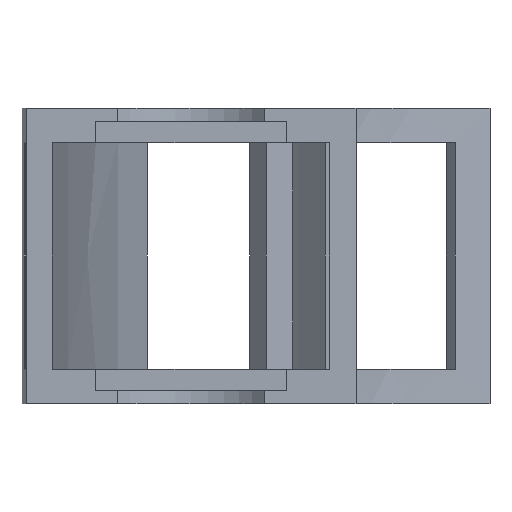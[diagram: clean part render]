
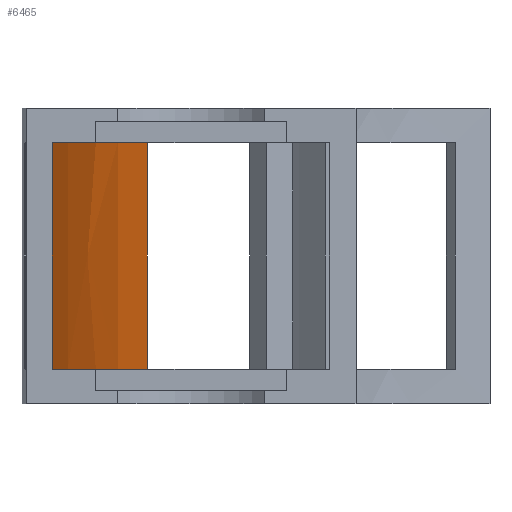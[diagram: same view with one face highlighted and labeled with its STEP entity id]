
A CAD part, left-side view. The second image highlights one B-rep face of the part: STEP entity #6465.
In plain terms, the highlighted face is a extrusion surface.
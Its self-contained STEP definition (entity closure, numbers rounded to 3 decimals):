
#1092 = PLANE('',#1093);
#1093 = AXIS2_PLACEMENT_3D('',#1094,#1095,#1096);
#1094 = CARTESIAN_POINT('',(184.035,10.584,5.25));
#1095 = DIRECTION('',(-0.682,0.731,0.));
#1096 = DIRECTION('',(0.,0.,1.));
#2456 = PLANE('',#2457);
#2457 = AXIS2_PLACEMENT_3D('',#2458,#2459,#2460);
#2458 = CARTESIAN_POINT('',(0.,-20.1,5.25));
#2459 = DIRECTION('',(0.,0.,1.));
#2460 = DIRECTION('',(1.,0.,0.));
#2493 = PLANE('',#2494);
#2494 = AXIS2_PLACEMENT_3D('',#2495,#2496,#2497);
#2495 = CARTESIAN_POINT('',(45.3,-27.6,5.25));
#2496 = DIRECTION('',(1.,0.,0.));
#2497 = DIRECTION('',(0.,0.,1.));
#2533 = PLANE('',#2534);
#2534 = AXIS2_PLACEMENT_3D('',#2535,#2536,#2537);
#2535 = CARTESIAN_POINT('',(0.,-20.1,39.75));
#2536 = DIRECTION('',(0.,0.,1.));
#2537 = DIRECTION('',(1.,0.,0.));
#4418 = VERTEX_POINT('',#4419);
#4419 = CARTESIAN_POINT('',(179.846,6.677,5.25));
#4439 = EDGE_CURVE('',#4440,#4418,#4442,.T.);
#4440 = VERTEX_POINT('',#4441);
#4441 = CARTESIAN_POINT('',(179.846,6.677,39.75));
#4442 = SURFACE_CURVE('',#4443,(#4449,#4458),.PCURVE_S1.);
#4443 = B_SPLINE_CURVE_WITH_KNOTS('',4,(#4444,#4445,#4446,#4447,#4448),
  .UNSPECIFIED.,.F.,.F.,(5,5),(0.,1.),.PIECEWISE_BEZIER_KNOTS.);
#4444 = CARTESIAN_POINT('',(179.846,6.677,39.75));
#4445 = CARTESIAN_POINT('',(179.846,6.677,31.125));
#4446 = CARTESIAN_POINT('',(179.846,6.677,22.5));
#4447 = CARTESIAN_POINT('',(179.846,6.677,13.875));
#4448 = CARTESIAN_POINT('',(179.846,6.677,5.25));
#4449 = PCURVE('',#1092,#4450);
#4450 = DEFINITIONAL_REPRESENTATION('',(#4451),#4457);
#4451 = B_SPLINE_CURVE_WITH_KNOTS('',4,(#4452,#4453,#4454,#4455,#4456),
  .UNSPECIFIED.,.F.,.F.,(5,5),(0.,1.),.PIECEWISE_BEZIER_KNOTS.);
#4452 = CARTESIAN_POINT('',(34.5,-5.729));
#4453 = CARTESIAN_POINT('',(25.875,-5.729));
#4454 = CARTESIAN_POINT('',(17.25,-5.729));
#4455 = CARTESIAN_POINT('',(8.625,-5.729));
#4456 = CARTESIAN_POINT('',(0.,-5.729));
#4457 = ( GEOMETRIC_REPRESENTATION_CONTEXT(2) 
PARAMETRIC_REPRESENTATION_CONTEXT() REPRESENTATION_CONTEXT('2D SPACE',''
  ) );
#4458 = PCURVE('',#4459,#4469);
#4459 = SURFACE_OF_LINEAR_EXTRUSION('',#4460,#4467);
#4460 = B_SPLINE_CURVE_WITH_KNOTS('',3,(#4461,#4462,#4463,#4464,#4465,
    #4466),.UNSPECIFIED.,.F.,.F.,(4,2,4),(0.,142.878,
    209.796),.UNSPECIFIED.);
#4461 = CARTESIAN_POINT('',(10.,21.1,5.25));
#4462 = CARTESIAN_POINT('',(75.648,21.1,5.25));
#4463 = CARTESIAN_POINT('',(101.612,24.779,5.25));
#4464 = CARTESIAN_POINT('',(176.743,11.531,5.25));
#4465 = CARTESIAN_POINT('',(195.316,-0.457,5.25));
#4466 = CARTESIAN_POINT('',(210.343,-18.365,5.25));
#4467 = VECTOR('',#4468,1.);
#4468 = DIRECTION('',(-0.,-0.,-1.));
#4469 = DEFINITIONAL_REPRESENTATION('',(#4470),#4476);
#4470 = B_SPLINE_CURVE_WITH_KNOTS('',4,(#4471,#4472,#4473,#4474,#4475),
  .UNSPECIFIED.,.F.,.F.,(5,5),(0.,1.),.PIECEWISE_BEZIER_KNOTS.);
#4471 = CARTESIAN_POINT('',(170.52,-34.5));
#4472 = CARTESIAN_POINT('',(170.52,-25.875));
#4473 = CARTESIAN_POINT('',(170.52,-17.25));
#4474 = CARTESIAN_POINT('',(170.52,-8.625));
#4475 = CARTESIAN_POINT('',(170.52,0.));
#4476 = ( GEOMETRIC_REPRESENTATION_CONTEXT(2) 
PARAMETRIC_REPRESENTATION_CONTEXT() REPRESENTATION_CONTEXT('2D SPACE',''
  ) );
#5503 = EDGE_CURVE('',#5504,#4418,#5506,.T.);
#5504 = VERTEX_POINT('',#5505);
#5505 = CARTESIAN_POINT('',(45.3,21.413,5.25));
#5506 = SURFACE_CURVE('',#5507,(#5514,#5524),.PCURVE_S1.);
#5507 = B_SPLINE_CURVE_WITH_KNOTS('',3,(#5508,#5509,#5510,#5511,#5512,
    #5513),.UNSPECIFIED.,.F.,.F.,(4,2,4),(0.,142.878,
    209.796),.UNSPECIFIED.);
#5508 = CARTESIAN_POINT('',(10.,21.1,5.25));
#5509 = CARTESIAN_POINT('',(75.648,21.1,5.25));
#5510 = CARTESIAN_POINT('',(101.612,24.779,5.25));
#5511 = CARTESIAN_POINT('',(176.743,11.531,5.25));
#5512 = CARTESIAN_POINT('',(195.316,-0.457,5.25));
#5513 = CARTESIAN_POINT('',(210.343,-18.365,5.25));
#5514 = PCURVE('',#2456,#5515);
#5515 = DEFINITIONAL_REPRESENTATION('',(#5516),#5523);
#5516 = B_SPLINE_CURVE_WITH_KNOTS('',3,(#5517,#5518,#5519,#5520,#5521,
    #5522),.UNSPECIFIED.,.F.,.F.,(4,2,4),(0.,142.878,
    209.796),.UNSPECIFIED.);
#5517 = CARTESIAN_POINT('',(10.,41.2));
#5518 = CARTESIAN_POINT('',(75.648,41.2));
#5519 = CARTESIAN_POINT('',(101.612,44.879));
#5520 = CARTESIAN_POINT('',(176.743,31.631));
#5521 = CARTESIAN_POINT('',(195.316,19.643));
#5522 = CARTESIAN_POINT('',(210.343,1.735));
#5523 = ( GEOMETRIC_REPRESENTATION_CONTEXT(2) 
PARAMETRIC_REPRESENTATION_CONTEXT() REPRESENTATION_CONTEXT('2D SPACE',''
  ) );
#5524 = PCURVE('',#4459,#5525);
#5525 = DEFINITIONAL_REPRESENTATION('',(#5526),#5530);
#5526 = LINE('',#5527,#5528);
#5527 = CARTESIAN_POINT('',(0.,0.));
#5528 = VECTOR('',#5529,1.);
#5529 = DIRECTION('',(1.,0.));
#5530 = ( GEOMETRIC_REPRESENTATION_CONTEXT(2) 
PARAMETRIC_REPRESENTATION_CONTEXT() REPRESENTATION_CONTEXT('2D SPACE',''
  ) );
#5576 = VERTEX_POINT('',#5577);
#5577 = CARTESIAN_POINT('',(45.3,21.413,39.75));
#5598 = EDGE_CURVE('',#5576,#5504,#5599,.T.);
#5599 = SURFACE_CURVE('',#5600,(#5606,#5615),.PCURVE_S1.);
#5600 = B_SPLINE_CURVE_WITH_KNOTS('',4,(#5601,#5602,#5603,#5604,#5605),
  .UNSPECIFIED.,.F.,.F.,(5,5),(0.,1.),.PIECEWISE_BEZIER_KNOTS.);
#5601 = CARTESIAN_POINT('',(45.3,21.413,39.75));
#5602 = CARTESIAN_POINT('',(45.3,21.413,31.125));
#5603 = CARTESIAN_POINT('',(45.3,21.413,22.5));
#5604 = CARTESIAN_POINT('',(45.3,21.413,13.875));
#5605 = CARTESIAN_POINT('',(45.3,21.413,5.25));
#5606 = PCURVE('',#2493,#5607);
#5607 = DEFINITIONAL_REPRESENTATION('',(#5608),#5614);
#5608 = B_SPLINE_CURVE_WITH_KNOTS('',4,(#5609,#5610,#5611,#5612,#5613),
  .UNSPECIFIED.,.F.,.F.,(5,5),(0.,1.),.PIECEWISE_BEZIER_KNOTS.);
#5609 = CARTESIAN_POINT('',(34.5,-49.013));
#5610 = CARTESIAN_POINT('',(25.875,-49.013));
#5611 = CARTESIAN_POINT('',(17.25,-49.013));
#5612 = CARTESIAN_POINT('',(8.625,-49.013));
#5613 = CARTESIAN_POINT('',(0.,-49.013));
#5614 = ( GEOMETRIC_REPRESENTATION_CONTEXT(2) 
PARAMETRIC_REPRESENTATION_CONTEXT() REPRESENTATION_CONTEXT('2D SPACE',''
  ) );
#5615 = PCURVE('',#4459,#5616);
#5616 = DEFINITIONAL_REPRESENTATION('',(#5617),#5623);
#5617 = B_SPLINE_CURVE_WITH_KNOTS('',4,(#5618,#5619,#5620,#5621,#5622),
  .UNSPECIFIED.,.F.,.F.,(5,5),(0.,1.),.PIECEWISE_BEZIER_KNOTS.);
#5618 = CARTESIAN_POINT('',(28.716,-34.5));
#5619 = CARTESIAN_POINT('',(28.716,-25.875));
#5620 = CARTESIAN_POINT('',(28.716,-17.25));
#5621 = CARTESIAN_POINT('',(28.716,-8.625));
#5622 = CARTESIAN_POINT('',(28.716,0.));
#5623 = ( GEOMETRIC_REPRESENTATION_CONTEXT(2) 
PARAMETRIC_REPRESENTATION_CONTEXT() REPRESENTATION_CONTEXT('2D SPACE',''
  ) );
#6012 = EDGE_CURVE('',#5576,#4440,#6013,.T.);
#6013 = SURFACE_CURVE('',#6014,(#6021,#6031),.PCURVE_S1.);
#6014 = B_SPLINE_CURVE_WITH_KNOTS('',3,(#6015,#6016,#6017,#6018,#6019,
    #6020),.UNSPECIFIED.,.F.,.F.,(4,2,4),(0.,142.878,
    209.796),.UNSPECIFIED.);
#6015 = CARTESIAN_POINT('',(10.,21.1,39.75));
#6016 = CARTESIAN_POINT('',(75.648,21.1,39.75));
#6017 = CARTESIAN_POINT('',(101.612,24.779,39.75));
#6018 = CARTESIAN_POINT('',(176.743,11.531,39.75));
#6019 = CARTESIAN_POINT('',(195.316,-0.457,39.75));
#6020 = CARTESIAN_POINT('',(210.343,-18.365,39.75));
#6021 = PCURVE('',#2533,#6022);
#6022 = DEFINITIONAL_REPRESENTATION('',(#6023),#6030);
#6023 = B_SPLINE_CURVE_WITH_KNOTS('',3,(#6024,#6025,#6026,#6027,#6028,
    #6029),.UNSPECIFIED.,.F.,.F.,(4,2,4),(0.,142.878,
    209.796),.UNSPECIFIED.);
#6024 = CARTESIAN_POINT('',(10.,41.2));
#6025 = CARTESIAN_POINT('',(75.648,41.2));
#6026 = CARTESIAN_POINT('',(101.612,44.879));
#6027 = CARTESIAN_POINT('',(176.743,31.631));
#6028 = CARTESIAN_POINT('',(195.316,19.643));
#6029 = CARTESIAN_POINT('',(210.343,1.735));
#6030 = ( GEOMETRIC_REPRESENTATION_CONTEXT(2) 
PARAMETRIC_REPRESENTATION_CONTEXT() REPRESENTATION_CONTEXT('2D SPACE',''
  ) );
#6031 = PCURVE('',#4459,#6032);
#6032 = DEFINITIONAL_REPRESENTATION('',(#6033),#6037);
#6033 = LINE('',#6034,#6035);
#6034 = CARTESIAN_POINT('',(0.,-34.5));
#6035 = VECTOR('',#6036,1.);
#6036 = DIRECTION('',(1.,0.));
#6037 = ( GEOMETRIC_REPRESENTATION_CONTEXT(2) 
PARAMETRIC_REPRESENTATION_CONTEXT() REPRESENTATION_CONTEXT('2D SPACE',''
  ) );
#6465 = ADVANCED_FACE('',(#6466),#4459,.F.);
#6466 = FACE_BOUND('',#6467,.F.);
#6467 = EDGE_LOOP('',(#6468,#6469,#6470,#6471));
#6468 = ORIENTED_EDGE('',*,*,#4439,.T.);
#6469 = ORIENTED_EDGE('',*,*,#5503,.F.);
#6470 = ORIENTED_EDGE('',*,*,#5598,.F.);
#6471 = ORIENTED_EDGE('',*,*,#6012,.T.);
